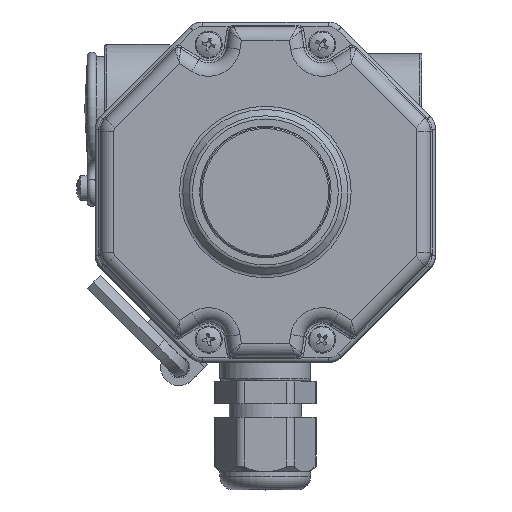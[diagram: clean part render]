
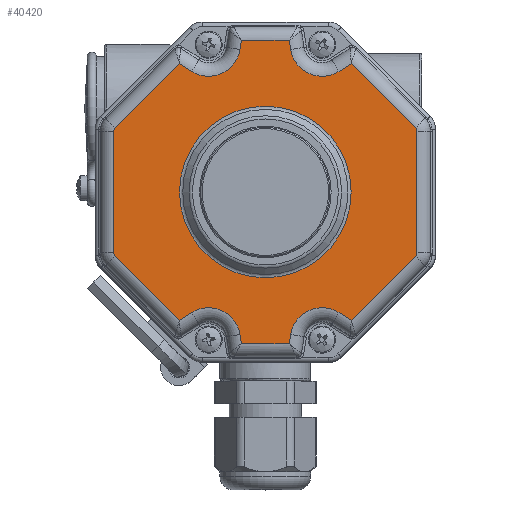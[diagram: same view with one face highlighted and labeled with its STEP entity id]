
A CAD part, top view. The second image highlights one B-rep face of the part: STEP entity #40420.
In plain terms, the highlighted face is planar.
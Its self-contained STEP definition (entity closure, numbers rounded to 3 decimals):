
#3433=LINE('',#68235,#5814);
#3436=LINE('',#68242,#5817);
#3437=LINE('',#68253,#5818);
#3440=LINE('',#68277,#5821);
#3441=LINE('',#68361,#5822);
#3444=LINE('',#68382,#5825);
#3445=LINE('',#68499,#5826);
#3448=LINE('',#68506,#5829);
#3449=LINE('',#68531,#5830);
#3452=LINE('',#68555,#5833);
#3453=LINE('',#68686,#5834);
#3456=LINE('',#68693,#5837);
#3457=LINE('',#68763,#5838);
#3460=LINE('',#68770,#5841);
#3461=LINE('',#68801,#5842);
#3464=LINE('',#68821,#5845);
#5814=VECTOR('',#52114,1000.);
#5817=VECTOR('',#52121,1000.);
#5818=VECTOR('',#52134,1000.);
#5821=VECTOR('',#52141,1000.);
#5822=VECTOR('',#52154,1000.);
#5825=VECTOR('',#52159,1000.);
#5826=VECTOR('',#52168,1000.);
#5829=VECTOR('',#52175,1000.);
#5830=VECTOR('',#52186,1000.);
#5833=VECTOR('',#52193,1000.);
#5834=VECTOR('',#52200,1000.);
#5837=VECTOR('',#52207,1000.);
#5838=VECTOR('',#52222,1000.);
#5841=VECTOR('',#52229,1000.);
#5842=VECTOR('',#52248,1000.);
#5845=VECTOR('',#52253,1000.);
#12222=ORIENTED_EDGE('',*,*,#20587,.T.);
#12223=ORIENTED_EDGE('',*,*,#20766,.T.);
#12224=ORIENTED_EDGE('',*,*,#20577,.T.);
#12225=ORIENTED_EDGE('',*,*,#20573,.T.);
#12226=ORIENTED_EDGE('',*,*,#20579,.T.);
#12227=ORIENTED_EDGE('',*,*,#20582,.T.);
#12228=ORIENTED_EDGE('',*,*,#20589,.T.);
#12229=ORIENTED_EDGE('',*,*,#20594,.T.);
#12230=ORIENTED_EDGE('',*,*,#20604,.T.);
#12231=ORIENTED_EDGE('',*,*,#20610,.T.);
#12232=ORIENTED_EDGE('',*,*,#20613,.T.);
#12233=ORIENTED_EDGE('',*,*,#20624,.T.);
#12234=ORIENTED_EDGE('',*,*,#20635,.T.);
#12235=ORIENTED_EDGE('',*,*,#20641,.T.);
#12236=ORIENTED_EDGE('',*,*,#20647,.T.);
#12237=ORIENTED_EDGE('',*,*,#20651,.T.);
#12238=ORIENTED_EDGE('',*,*,#20645,.T.);
#12239=ORIENTED_EDGE('',*,*,#20639,.T.);
#12240=ORIENTED_EDGE('',*,*,#20633,.T.);
#12241=ORIENTED_EDGE('',*,*,#20628,.T.);
#12242=ORIENTED_EDGE('',*,*,#20618,.T.);
#12243=ORIENTED_EDGE('',*,*,#20767,.T.);
#12244=ORIENTED_EDGE('',*,*,#20608,.T.);
#12245=ORIENTED_EDGE('',*,*,#20598,.T.);
#12246=ORIENTED_EDGE('',*,*,#20768,.T.);
#20573=EDGE_CURVE('',#25106,#25108,#3433,.T.);
#20577=EDGE_CURVE('',#25109,#25106,#3436,.T.);
#20579=EDGE_CURVE('',#25108,#25112,#28166,.T.);
#20582=EDGE_CURVE('',#25112,#25114,#3437,.T.);
#20587=EDGE_CURVE('',#25115,#25118,#3440,.T.);
#20589=EDGE_CURVE('',#25114,#25120,#28171,.T.);
#20594=EDGE_CURVE('',#25120,#25123,#3441,.T.);
#20598=EDGE_CURVE('',#25124,#25115,#3444,.T.);
#20604=EDGE_CURVE('',#25123,#25129,#3445,.T.);
#20608=EDGE_CURVE('',#25130,#25124,#3448,.T.);
#20610=EDGE_CURVE('',#25129,#25133,#28179,.T.);
#20613=EDGE_CURVE('',#25133,#25135,#3449,.T.);
#20618=EDGE_CURVE('',#25136,#25139,#3452,.T.);
#20624=EDGE_CURVE('',#25135,#25143,#3453,.T.);
#20628=EDGE_CURVE('',#25144,#25136,#3456,.T.);
#20633=EDGE_CURVE('',#25147,#25144,#28188,.T.);
#20635=EDGE_CURVE('',#25143,#25150,#3457,.T.);
#20639=EDGE_CURVE('',#25151,#25147,#3460,.T.);
#20641=EDGE_CURVE('',#25150,#25154,#28192,.T.);
#20645=EDGE_CURVE('',#25155,#25151,#28196,.T.);
#20647=EDGE_CURVE('',#25154,#25158,#3461,.T.);
#20651=EDGE_CURVE('',#25158,#25155,#3464,.T.);
#20766=EDGE_CURVE('',#25118,#25109,#28231,.T.);
#20767=EDGE_CURVE('',#25139,#25130,#28232,.T.);
#20768=EDGE_CURVE('',#25222,#25222,#28233,.T.);
#25106=VERTEX_POINT('',#68215);
#25108=VERTEX_POINT('',#68234);
#25109=VERTEX_POINT('',#68239);
#25112=VERTEX_POINT('',#68246);
#25114=VERTEX_POINT('',#68252);
#25115=VERTEX_POINT('',#68271);
#25118=VERTEX_POINT('',#68276);
#25120=VERTEX_POINT('',#68281);
#25123=VERTEX_POINT('',#68360);
#25124=VERTEX_POINT('',#68379);
#25129=VERTEX_POINT('',#68498);
#25130=VERTEX_POINT('',#68503);
#25133=VERTEX_POINT('',#68510);
#25135=VERTEX_POINT('',#68530);
#25136=VERTEX_POINT('',#68549);
#25139=VERTEX_POINT('',#68554);
#25143=VERTEX_POINT('',#68685);
#25144=VERTEX_POINT('',#68690);
#25147=VERTEX_POINT('',#68755);
#25150=VERTEX_POINT('',#68762);
#25151=VERTEX_POINT('',#68767);
#25154=VERTEX_POINT('',#68774);
#25155=VERTEX_POINT('',#68779);
#25158=VERTEX_POINT('',#68800);
#25222=VERTEX_POINT('',#69087);
#28166=CIRCLE('',#43957,1.);
#28171=CIRCLE('',#43965,1.);
#28179=CIRCLE('',#43978,7.);
#28188=CIRCLE('',#43992,1.);
#28192=CIRCLE('',#43999,7.);
#28196=CIRCLE('',#44004,1.);
#28231=CIRCLE('',#44091,7.);
#28232=CIRCLE('',#44092,7.);
#28233=CIRCLE('',#44093,18.914);
#30915=EDGE_LOOP('',(#12222,#12223,#12224,#12225,#12226,#12227,#12228,#12229,
#12230,#12231,#12232,#12233,#12234,#12235,#12236,#12237,#12238,#12239,#12240,
#12241,#12242,#12243,#12244,#12245));
#30916=EDGE_LOOP('',(#12246));
#33702=FACE_BOUND('',#30915,.T.);
#33703=FACE_BOUND('',#30916,.T.);
#35542=PLANE('',#44090);
#40420=ADVANCED_FACE('',(#33702,#33703),#35542,.T.);
#43957=AXIS2_PLACEMENT_3D('',#68247,#52126,#52127);
#43965=AXIS2_PLACEMENT_3D('',#68282,#52146,#52147);
#43978=AXIS2_PLACEMENT_3D('',#68511,#52180,#52181);
#43992=AXIS2_PLACEMENT_3D('',#68758,#52216,#52217);
#43999=AXIS2_PLACEMENT_3D('',#68775,#52234,#52235);
#44004=AXIS2_PLACEMENT_3D('',#68782,#52244,#52245);
#44090=AXIS2_PLACEMENT_3D('',#69083,#52500,#52501);
#44091=AXIS2_PLACEMENT_3D('',#69084,#52502,#52503);
#44092=AXIS2_PLACEMENT_3D('',#69085,#52504,#52505);
#44093=AXIS2_PLACEMENT_3D('',#69086,#52506,#52507);
#52114=DIRECTION('',(-0.707,0.,0.707));
#52121=DIRECTION('',(-0.844,0.,-0.536));
#52126=DIRECTION('',(0.,1.,0.));
#52127=DIRECTION('',(0.,0.,1.));
#52134=DIRECTION('',(0.,0.,1.));
#52141=DIRECTION('',(-0.156,0.,0.988));
#52146=DIRECTION('',(0.,1.,0.));
#52147=DIRECTION('',(0.,0.,1.));
#52154=DIRECTION('',(0.707,0.,0.707));
#52159=DIRECTION('',(-1.,0.,0.));
#52168=DIRECTION('',(0.844,0.,-0.536));
#52175=DIRECTION('',(-0.156,0.,-0.988));
#52180=DIRECTION('',(0.,-1.,0.));
#52181=DIRECTION('',(0.,0.,1.));
#52186=DIRECTION('',(0.156,0.,0.988));
#52193=DIRECTION('',(-0.844,0.,0.536));
#52200=DIRECTION('',(1.,0.,0.));
#52207=DIRECTION('',(-0.707,0.,-0.707));
#52216=DIRECTION('',(0.,1.,0.));
#52217=DIRECTION('',(0.,0.,1.));
#52222=DIRECTION('',(0.156,0.,-0.988));
#52229=DIRECTION('',(0.,0.,-1.));
#52234=DIRECTION('',(0.,-1.,0.));
#52235=DIRECTION('',(0.,0.,1.));
#52244=DIRECTION('',(0.,1.,0.));
#52245=DIRECTION('',(0.,0.,1.));
#52248=DIRECTION('',(0.844,0.,0.536));
#52253=DIRECTION('',(0.707,0.,-0.707));
#52500=DIRECTION('',(0.,1.,0.));
#52501=DIRECTION('',(0.,0.,1.));
#52502=DIRECTION('',(0.,-1.,0.));
#52503=DIRECTION('',(0.,0.,1.));
#52504=DIRECTION('',(0.,-1.,0.));
#52505=DIRECTION('',(0.,0.,1.));
#52506=DIRECTION('',(0.,-1.,0.));
#52507=DIRECTION('',(0.,0.,1.));
#68215=CARTESIAN_POINT('',(-18.939,26.,-28.296));
#68234=CARTESIAN_POINT('',(-33.107,26.,-14.128));
#68235=CARTESIAN_POINT('',(-33.107,26.,-14.128));
#68239=CARTESIAN_POINT('',(-16.251,26.,-26.59));
#68242=CARTESIAN_POINT('',(-20.292,26.,-29.154));
#68246=CARTESIAN_POINT('',(-33.4,26.,-13.421));
#68247=CARTESIAN_POINT('',(-32.4,26.,-13.421));
#68252=CARTESIAN_POINT('',(-33.4,26.,13.421));
#68253=CARTESIAN_POINT('',(-33.4,26.,13.421));
#68271=CARTESIAN_POINT('',(-5.27,26.,-33.4));
#68276=CARTESIAN_POINT('',(-5.586,26.,-31.405));
#68277=CARTESIAN_POINT('',(-10.302,26.,-1.632));
#68281=CARTESIAN_POINT('',(-33.107,26.,14.128));
#68282=CARTESIAN_POINT('',(-32.4,26.,13.421));
#68360=CARTESIAN_POINT('',(-18.939,26.,28.296));
#68361=CARTESIAN_POINT('',(-17.806,26.,29.429));
#68379=CARTESIAN_POINT('',(5.27,26.,-33.4));
#68382=CARTESIAN_POINT('',(-6.978,26.,-33.4));
#68498=CARTESIAN_POINT('',(-16.251,26.,26.59));
#68499=CARTESIAN_POINT('',(7.364,26.,11.603));
#68503=CARTESIAN_POINT('',(5.586,26.,-31.405));
#68506=CARTESIAN_POINT('',(5.003,26.,-35.087));
#68510=CARTESIAN_POINT('',(-5.586,26.,31.405));
#68511=CARTESIAN_POINT('',(-12.5,26.,32.5));
#68530=CARTESIAN_POINT('',(-5.27,26.,33.4));
#68531=CARTESIAN_POINT('',(-5.003,26.,35.087));
#68549=CARTESIAN_POINT('',(18.939,26.,-28.296));
#68554=CARTESIAN_POINT('',(16.251,26.,-26.59));
#68555=CARTESIAN_POINT('',(-7.364,26.,-11.603));
#68685=CARTESIAN_POINT('',(5.27,26.,33.4));
#68686=CARTESIAN_POINT('',(6.978,26.,33.4));
#68690=CARTESIAN_POINT('',(33.107,26.,-14.128));
#68693=CARTESIAN_POINT('',(17.806,26.,-29.429));
#68755=CARTESIAN_POINT('',(33.4,26.,-13.421));
#68758=CARTESIAN_POINT('',(32.4,26.,-13.421));
#68762=CARTESIAN_POINT('',(5.586,26.,31.405));
#68763=CARTESIAN_POINT('',(10.302,26.,1.632));
#68767=CARTESIAN_POINT('',(33.4,26.,13.421));
#68770=CARTESIAN_POINT('',(33.4,26.,-13.421));
#68774=CARTESIAN_POINT('',(16.251,26.,26.59));
#68775=CARTESIAN_POINT('',(12.5,26.,32.5));
#68779=CARTESIAN_POINT('',(33.107,26.,14.128));
#68782=CARTESIAN_POINT('',(32.4,26.,13.421));
#68800=CARTESIAN_POINT('',(18.939,26.,28.296));
#68801=CARTESIAN_POINT('',(20.292,26.,29.154));
#68821=CARTESIAN_POINT('',(33.107,26.,14.128));
#69083=CARTESIAN_POINT('',(0.,26.,0.));
#69084=CARTESIAN_POINT('',(-12.5,26.,-32.5));
#69085=CARTESIAN_POINT('',(12.5,26.,-32.5));
#69086=CARTESIAN_POINT('',(0.,26.,0.));
#69087=CARTESIAN_POINT('',(0.,26.,18.914));
